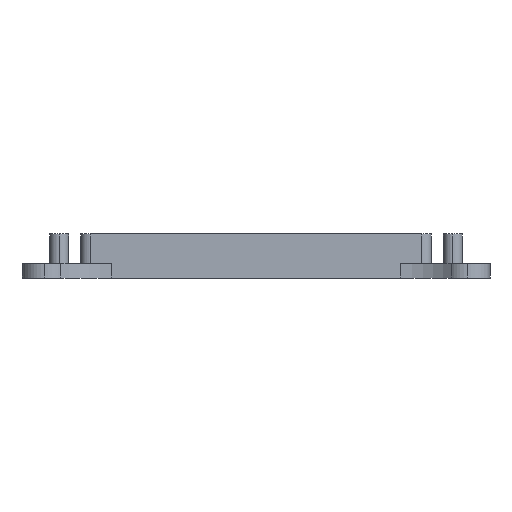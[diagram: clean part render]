
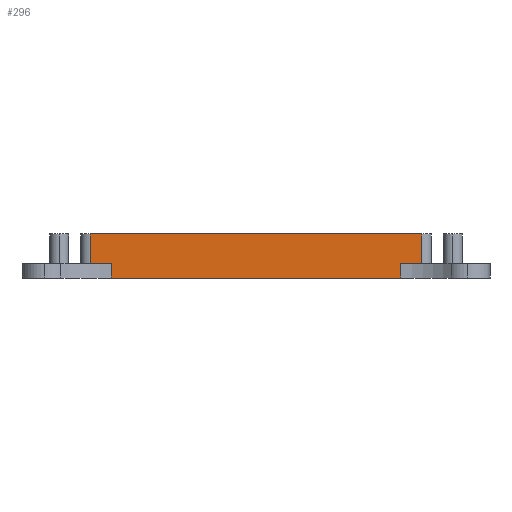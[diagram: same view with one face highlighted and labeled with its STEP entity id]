
A CAD part, left-side view. The second image highlights one B-rep face of the part: STEP entity #296.
In plain terms, the highlighted planar face has unit normal (-1, 0, 0).
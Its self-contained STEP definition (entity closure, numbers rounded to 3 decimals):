
#225=CARTESIAN_POINT('',(-105.013,0.,-12.8));
#226=DIRECTION('',(1.,0.,0.));
#227=DIRECTION('',(0.,0.,-1.));
#228=AXIS2_PLACEMENT_3D('',#225,#226,#227);
#229=PLANE('',#228);
#230=CARTESIAN_POINT('',(-105.013,-34.6,-3.6));
#231=VERTEX_POINT('',#230);
#232=CARTESIAN_POINT('',(-105.013,34.6,-3.6));
#233=VERTEX_POINT('',#232);
#234=CARTESIAN_POINT('',(-105.013,-34.6,-3.6));
#235=DIRECTION('',(0.,1.,0.));
#236=VECTOR('',#235,69.2);
#237=LINE('',#234,#236);
#238=EDGE_CURVE('',#231,#233,#237,.T.);
#239=ORIENTED_EDGE('',*,*,#238,.T.);
#240=CARTESIAN_POINT('',(-105.013,34.6,-9.8));
#241=VERTEX_POINT('',#240);
#242=CARTESIAN_POINT('',(-105.013,34.6,-3.6));
#243=DIRECTION('',(0.,0.,-1.));
#244=VECTOR('',#243,6.2);
#245=LINE('',#242,#244);
#246=EDGE_CURVE('',#233,#241,#245,.T.);
#247=ORIENTED_EDGE('',*,*,#246,.T.);
#248=CARTESIAN_POINT('',(-105.013,30.169,-9.8));
#249=VERTEX_POINT('',#248);
#250=CARTESIAN_POINT('',(-105.013,30.169,-9.8));
#251=DIRECTION('',(0.,1.,0.));
#252=VECTOR('',#251,4.431);
#253=LINE('',#250,#252);
#254=EDGE_CURVE('',#249,#241,#253,.T.);
#255=ORIENTED_EDGE('',*,*,#254,.F.);
#256=CARTESIAN_POINT('',(-105.013,30.169,-12.8));
#257=VERTEX_POINT('',#256);
#258=CARTESIAN_POINT('',(-105.013,30.169,-9.8));
#259=DIRECTION('',(0.,0.,-1.));
#260=VECTOR('',#259,3.);
#261=LINE('',#258,#260);
#262=EDGE_CURVE('',#249,#257,#261,.T.);
#263=ORIENTED_EDGE('',*,*,#262,.T.);
#264=CARTESIAN_POINT('',(-105.013,-30.169,-12.8));
#265=VERTEX_POINT('',#264);
#266=CARTESIAN_POINT('',(-105.013,-30.169,-12.8));
#267=DIRECTION('',(0.,1.,0.));
#268=VECTOR('',#267,60.339);
#269=LINE('',#266,#268);
#270=EDGE_CURVE('',#265,#257,#269,.T.);
#271=ORIENTED_EDGE('',*,*,#270,.F.);
#272=CARTESIAN_POINT('',(-105.013,-30.169,-9.8));
#273=VERTEX_POINT('',#272);
#274=CARTESIAN_POINT('',(-105.013,-30.169,-12.8));
#275=DIRECTION('',(-0.,-0.,1.));
#276=VECTOR('',#275,3.);
#277=LINE('',#274,#276);
#278=EDGE_CURVE('',#265,#273,#277,.T.);
#279=ORIENTED_EDGE('',*,*,#278,.T.);
#280=CARTESIAN_POINT('',(-105.013,-34.6,-9.8));
#281=VERTEX_POINT('',#280);
#282=CARTESIAN_POINT('',(-105.013,-34.6,-9.8));
#283=DIRECTION('',(0.,1.,0.));
#284=VECTOR('',#283,4.431);
#285=LINE('',#282,#284);
#286=EDGE_CURVE('',#281,#273,#285,.T.);
#287=ORIENTED_EDGE('',*,*,#286,.F.);
#288=CARTESIAN_POINT('',(-105.013,-34.6,-9.8));
#289=DIRECTION('',(-0.,-0.,1.));
#290=VECTOR('',#289,6.2);
#291=LINE('',#288,#290);
#292=EDGE_CURVE('',#281,#231,#291,.T.);
#293=ORIENTED_EDGE('',*,*,#292,.T.);
#294=EDGE_LOOP('',(#239,#247,#255,#263,#271,#279,#287,#293));
#295=FACE_BOUND('',#294,.T.);
#296=ADVANCED_FACE('',(#295),#229,.F.);
